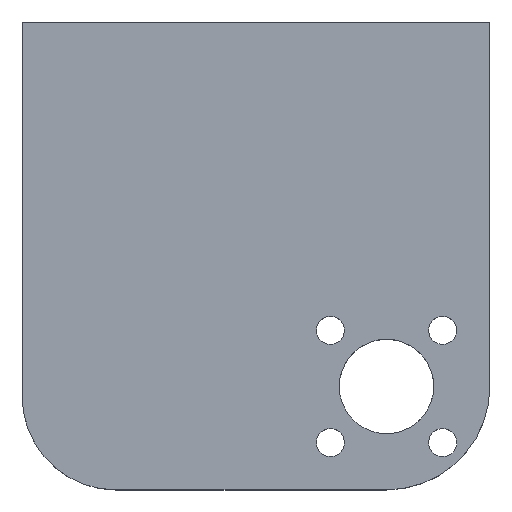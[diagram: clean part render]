
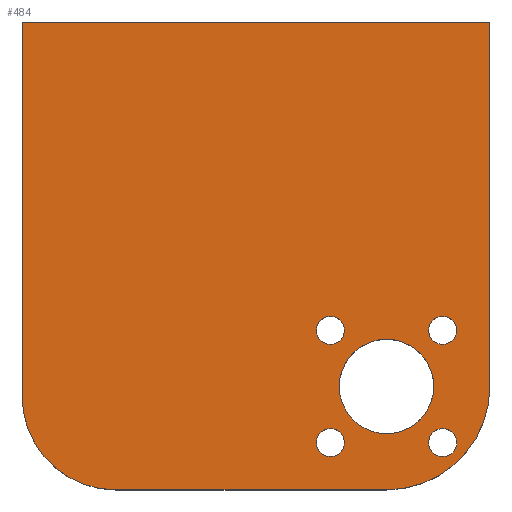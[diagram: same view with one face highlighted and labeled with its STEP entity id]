
A CAD part, top view. The second image highlights one B-rep face of the part: STEP entity #484.
In plain terms, the highlighted planar face has unit normal (0, 0, 1).
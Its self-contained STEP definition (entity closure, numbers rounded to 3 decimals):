
#21=FACE_BOUND('',#159,.T.);
#22=FACE_BOUND('',#160,.T.);
#23=FACE_BOUND('',#161,.T.);
#24=FACE_BOUND('',#162,.T.);
#25=FACE_BOUND('',#163,.T.);
#34=PLANE('',#549);
#54=LINE('',#834,#89);
#60=LINE('',#875,#95);
#62=LINE('',#880,#97);
#64=LINE('',#883,#99);
#89=VECTOR('',#621,10.);
#95=VECTOR('',#649,10.);
#97=VECTOR('',#653,10.);
#99=VECTOR('',#657,10.);
#128=FACE_OUTER_BOUND('',#158,.T.);
#158=EDGE_LOOP('',(#435,#436,#437,#438,#439,#440));
#159=EDGE_LOOP('',(#441));
#160=EDGE_LOOP('',(#442));
#161=EDGE_LOOP('',(#443));
#162=EDGE_LOOP('',(#444));
#163=EDGE_LOOP('',(#445));
#178=CIRCLE('',#514,10.);
#191=CIRCLE('',#538,1.5);
#192=CIRCLE('',#540,5.05);
#193=CIRCLE('',#542,1.5);
#194=CIRCLE('',#544,1.5);
#195=CIRCLE('',#546,1.5);
#196=CIRCLE('',#548,11.05);
#218=VERTEX_POINT('',#807);
#219=VERTEX_POINT('',#809);
#228=VERTEX_POINT('',#833);
#234=VERTEX_POINT('',#873);
#235=VERTEX_POINT('',#877);
#236=VERTEX_POINT('',#879);
#237=VERTEX_POINT('',#885);
#238=VERTEX_POINT('',#889);
#239=VERTEX_POINT('',#893);
#240=VERTEX_POINT('',#897);
#241=VERTEX_POINT('',#901);
#268=EDGE_CURVE('',#218,#219,#178,.T.);
#281=EDGE_CURVE('',#219,#228,#54,.T.);
#294=EDGE_CURVE('',#234,#218,#60,.T.);
#296=EDGE_CURVE('',#235,#236,#62,.T.);
#298=EDGE_CURVE('',#228,#235,#64,.T.);
#299=EDGE_CURVE('',#237,#237,#191,.T.);
#301=EDGE_CURVE('',#238,#238,#192,.T.);
#303=EDGE_CURVE('',#239,#239,#193,.T.);
#305=EDGE_CURVE('',#240,#240,#194,.T.);
#307=EDGE_CURVE('',#241,#241,#195,.T.);
#309=EDGE_CURVE('',#234,#236,#196,.T.);
#435=ORIENTED_EDGE('',*,*,#268,.F.);
#436=ORIENTED_EDGE('',*,*,#294,.F.);
#437=ORIENTED_EDGE('',*,*,#309,.T.);
#438=ORIENTED_EDGE('',*,*,#296,.F.);
#439=ORIENTED_EDGE('',*,*,#298,.F.);
#440=ORIENTED_EDGE('',*,*,#281,.F.);
#441=ORIENTED_EDGE('',*,*,#307,.T.);
#442=ORIENTED_EDGE('',*,*,#305,.T.);
#443=ORIENTED_EDGE('',*,*,#303,.T.);
#444=ORIENTED_EDGE('',*,*,#301,.T.);
#445=ORIENTED_EDGE('',*,*,#299,.T.);
#484=ADVANCED_FACE('',(#128,#21,#22,#23,#24,#25),#34,.T.);
#514=AXIS2_PLACEMENT_3D('',#810,#596,#597);
#538=AXIS2_PLACEMENT_3D('',#886,#660,#661);
#540=AXIS2_PLACEMENT_3D('',#890,#665,#666);
#542=AXIS2_PLACEMENT_3D('',#894,#670,#671);
#544=AXIS2_PLACEMENT_3D('',#898,#675,#676);
#546=AXIS2_PLACEMENT_3D('',#902,#680,#681);
#548=AXIS2_PLACEMENT_3D('',#905,#685,#686);
#549=AXIS2_PLACEMENT_3D('',#906,#687,#688);
#596=DIRECTION('center_axis',(0.,0.,-1.));
#597=DIRECTION('ref_axis',(-0.707,-0.707,0.));
#621=DIRECTION('',(0.,1.,0.));
#649=DIRECTION('',(-1.,0.,0.));
#653=DIRECTION('',(0.,-1.,0.));
#657=DIRECTION('',(1.,0.,0.));
#660=DIRECTION('center_axis',(0.,0.,-1.));
#661=DIRECTION('ref_axis',(1.,0.,0.));
#665=DIRECTION('center_axis',(0.,0.,-1.));
#666=DIRECTION('ref_axis',(1.,0.,0.));
#670=DIRECTION('center_axis',(0.,0.,-1.));
#671=DIRECTION('ref_axis',(1.,0.,0.));
#675=DIRECTION('center_axis',(0.,0.,-1.));
#676=DIRECTION('ref_axis',(1.,0.,0.));
#680=DIRECTION('center_axis',(0.,0.,-1.));
#681=DIRECTION('ref_axis',(1.,0.,0.));
#685=DIRECTION('center_axis',(0.,0.,1.));
#686=DIRECTION('ref_axis',(1.,0.,0.));
#687=DIRECTION('center_axis',(0.,0.,1.));
#688=DIRECTION('ref_axis',(1.,0.,0.));
#807=CARTESIAN_POINT('',(-28.95,-11.05,10.));
#809=CARTESIAN_POINT('',(-38.95,-1.05,10.));
#810=CARTESIAN_POINT('Origin',(-28.95,-1.05,10.));
#833=CARTESIAN_POINT('',(-38.95,38.95,10.));
#834=CARTESIAN_POINT('',(-38.95,-11.05,10.));
#873=CARTESIAN_POINT('',(0.,-11.05,10.));
#875=CARTESIAN_POINT('',(11.05,-11.05,10.));
#877=CARTESIAN_POINT('',(11.05,38.95,10.));
#879=CARTESIAN_POINT('',(11.05,0.,10.));
#880=CARTESIAN_POINT('',(11.05,38.95,10.));
#883=CARTESIAN_POINT('',(-38.95,38.95,10.));
#885=CARTESIAN_POINT('',(4.5,6.,10.));
#886=CARTESIAN_POINT('Origin',(6.,6.,10.));
#889=CARTESIAN_POINT('',(-5.05,0.,10.));
#890=CARTESIAN_POINT('Origin',(0.,0.,10.));
#893=CARTESIAN_POINT('',(-7.5,-6.,10.));
#894=CARTESIAN_POINT('Origin',(-6.,-6.,10.));
#897=CARTESIAN_POINT('',(-7.5,6.,10.));
#898=CARTESIAN_POINT('Origin',(-6.,6.,10.));
#901=CARTESIAN_POINT('',(4.5,-6.,10.));
#902=CARTESIAN_POINT('Origin',(6.,-6.,10.));
#905=CARTESIAN_POINT('Origin',(0.,0.,10.));
#906=CARTESIAN_POINT('Origin',(0.,0.,10.));
